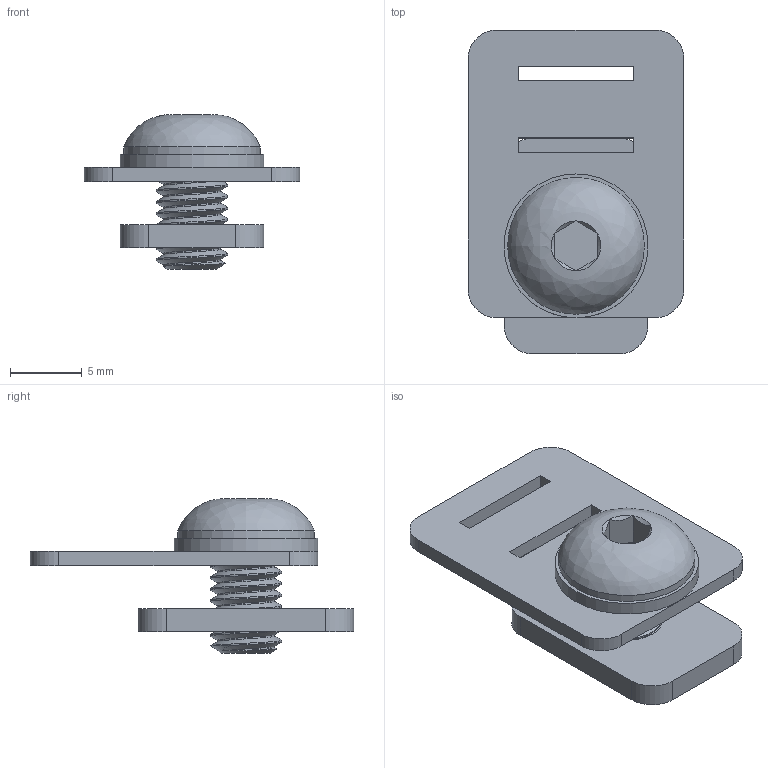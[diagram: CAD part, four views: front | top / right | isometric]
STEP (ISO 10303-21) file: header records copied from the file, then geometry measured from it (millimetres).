
FILE_DESCRIPTION(/* description */ ('fiberglass in-line belt clip'),/* implementation_level */ '2;1');
FILE_NAME(/* name */ 'belt_clip_assembly.iam.step',/* time_stamp */ '2013-11-18T15:50:55-06:00',/* author */ ('Edward'),/* organization */ (''),/* preprocessor_version */ 'ST-DEVELOPER v15.2',/* originating_system */ 'Autodesk Inventor 2014',/* authorisation */ 'PER WOODY @ INVISIBLE LIGHT 9-16-13');
FILE_SCHEMA (('AUTOMOTIVE_DESIGN { 1 0 10303 214 3 1 1 }'));
Length unit declared in the file: millimetre
Products named in the file (5): 26051-01; 91239A222; 25287-02; 26016-01; belt_clip_assembly
Bounding box: 15 x 22.5 x 10.74 mm (x, y, z)
Volume: 765.4 mm3; surface area: 1540.2 mm2
Topology: 4 solids, 4 shells, 56 faces, 221 edges, 174 vertices
Faces by surface type: plane 31, cylinder 15, cone 7, bspline 3
Full cylindrical faces by diameter (mm): 5 x1, 5.25 x1, 5.3 x1, 9.5 x1, 10 x1
Entity records: 3630 total; most frequent: CARTESIAN_POINT 1854, ORIENTED_EDGE 430, DIRECTION 274, EDGE_CURVE 215, VERTEX_POINT 174, AXIS2_PLACEMENT_3D 103, EDGE_LOOP 73, LINE 68
